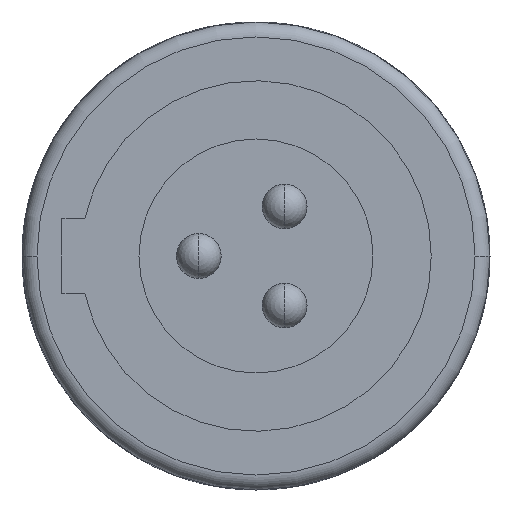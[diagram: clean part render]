
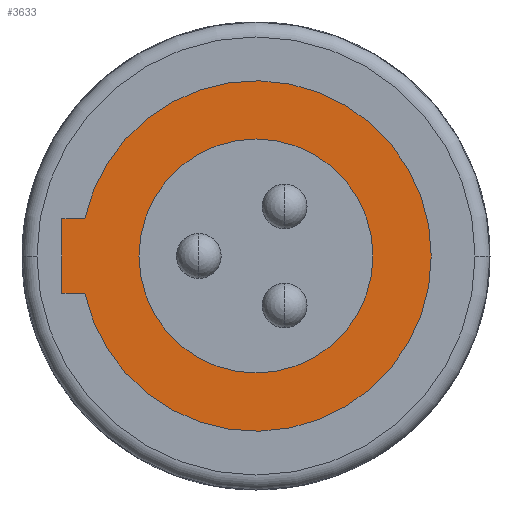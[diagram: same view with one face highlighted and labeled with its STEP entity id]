
A CAD part, left-side view. The second image highlights one B-rep face of the part: STEP entity #3633.
In plain terms, the highlighted planar face has unit normal (-1, 0, 0).
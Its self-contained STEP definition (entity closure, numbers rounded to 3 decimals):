
#1=DIRECTION('',(0.,1.,0.));
#2=VECTOR('',#1,0.461);
#3=CARTESIAN_POINT('',(0.,3.439,-0.75));
#4=LINE('',#3,#2);
#5=DIRECTION('',(0.,0.,1.));
#6=VECTOR('',#5,1.5);
#7=CARTESIAN_POINT('',(0.,3.9,-0.75));
#8=LINE('',#7,#6);
#9=DIRECTION('',(0.,-1.,0.));
#10=VECTOR('',#9,0.461);
#11=CARTESIAN_POINT('',(0.,3.9,0.75));
#12=LINE('',#11,#10);
#13=CARTESIAN_POINT('',(0.,0.,0.));
#14=DIRECTION('',(1.,0.,0.));
#15=DIRECTION('',(0.,0.,-1.));
#16=AXIS2_PLACEMENT_3D('',#13,#14,#15);
#18=CARTESIAN_POINT('',(0.,0.,0.));
#19=DIRECTION('',(1.,0.,0.));
#20=DIRECTION('',(0.,0.,1.));
#21=AXIS2_PLACEMENT_3D('',#18,#19,#20);
#32=CARTESIAN_POINT('',(0.,0.,0.));
#33=DIRECTION('',(-1.,0.,0.));
#34=DIRECTION('',(0.,0.977,-0.213));
#35=AXIS2_PLACEMENT_3D('',#32,#33,#34);
#3279=CARTESIAN_POINT('',(0.,0.,-2.35));
#3280=VERTEX_POINT('',#3279);
#3281=CARTESIAN_POINT('',(0.,0.,2.35));
#3282=VERTEX_POINT('',#3281);
#3417=CARTESIAN_POINT('',(0.,3.9,-0.75));
#3418=CARTESIAN_POINT('',(0.,3.9,0.75));
#3419=VERTEX_POINT('',#3417);
#3420=VERTEX_POINT('',#3418);
#3421=CARTESIAN_POINT('',(0.,3.439,-0.75));
#3422=VERTEX_POINT('',#3421);
#3423=CARTESIAN_POINT('',(0.,3.439,0.75));
#3424=VERTEX_POINT('',#3423);
#3612=CARTESIAN_POINT('',(0.,0.,0.));
#3613=DIRECTION('',(1.,0.,0.));
#3614=DIRECTION('',(0.,0.,-1.));
#3615=AXIS2_PLACEMENT_3D('',#3612,#3613,#3614);
#3616=PLANE('',#3615);
#3618=ORIENTED_EDGE('',*,*,#3617,.F.);
#3620=ORIENTED_EDGE('',*,*,#3619,.T.);
#3622=ORIENTED_EDGE('',*,*,#3621,.T.);
#3624=ORIENTED_EDGE('',*,*,#3623,.T.);
#3625=EDGE_LOOP('',(#3618,#3620,#3622,#3624));
#3626=FACE_OUTER_BOUND('',#3625,.F.);
#3628=ORIENTED_EDGE('',*,*,#3627,.F.);
#3630=ORIENTED_EDGE('',*,*,#3629,.F.);
#3631=EDGE_LOOP('',(#3628,#3630));
#3632=FACE_BOUND('',#3631,.F.);
#3633=ADVANCED_FACE('',(#3626,#3632),#3616,.F.);
#17=CIRCLE('',#16,2.35);
#22=CIRCLE('',#21,2.35);
#36=CIRCLE('',#35,3.52);
#3617=EDGE_CURVE('',#3422,#3424,#36,.T.);
#3619=EDGE_CURVE('',#3422,#3419,#4,.T.);
#3621=EDGE_CURVE('',#3419,#3420,#8,.T.);
#3623=EDGE_CURVE('',#3420,#3424,#12,.T.);
#3627=EDGE_CURVE('',#3280,#3282,#17,.T.);
#3629=EDGE_CURVE('',#3282,#3280,#22,.T.);
